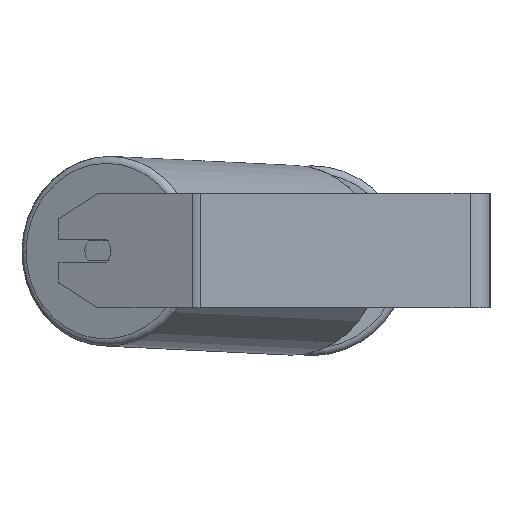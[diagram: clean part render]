
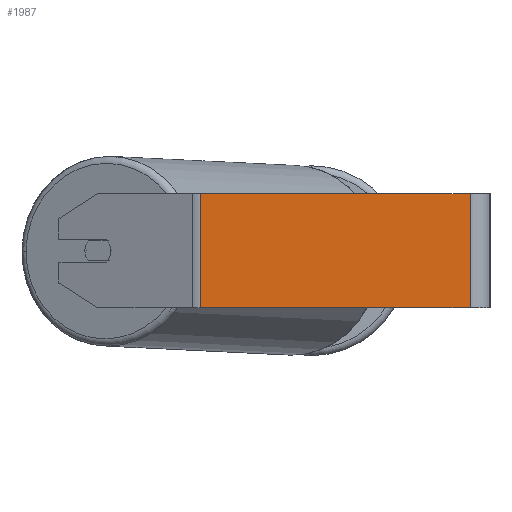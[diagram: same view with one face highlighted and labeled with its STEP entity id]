
A CAD part, left-side view. The second image highlights one B-rep face of the part: STEP entity #1987.
In plain terms, the highlighted planar face has unit normal (-1, 0, 0).
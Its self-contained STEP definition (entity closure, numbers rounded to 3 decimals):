
#61 = VECTOR ( 'NONE', #6024, 1000. ) ;
#256 = EDGE_LOOP ( 'NONE', ( #2399, #2252, #5632, #2845 ) ) ;
#499 = VECTOR ( 'NONE', #3294, 1000. ) ;
#508 = DIRECTION ( 'NONE',  ( 0., -1., 0. ) ) ;
#539 = EDGE_CURVE ( 'NONE', #5294, #3561, #5307, .T. ) ;
#596 = LINE ( 'NONE', #7337, #499 ) ;
#671 = CARTESIAN_POINT ( 'NONE',  ( -525., 14., 40. ) ) ;
#872 = CARTESIAN_POINT ( 'NONE',  ( -525., 205.69, -40. ) ) ;
#1060 = CARTESIAN_POINT ( 'NONE',  ( -525., 205.69, 40. ) ) ;
#1110 = FACE_OUTER_BOUND ( 'NONE', #256, .T. ) ;
#1193 = VECTOR ( 'NONE', #508, 1000. ) ;
#1875 = LINE ( 'NONE', #6570, #1193 ) ;
#1987 = ADVANCED_FACE ( 'NONE', ( #1110 ), #7120, .F. ) ;
#2248 = EDGE_CURVE ( 'NONE', #2523, #3561, #6978, .T. ) ;
#2252 = ORIENTED_EDGE ( 'NONE', *, *, #539, .F. ) ;
#2399 = ORIENTED_EDGE ( 'NONE', *, *, #2248, .T. ) ;
#2523 = VERTEX_POINT ( 'NONE', #5364 ) ;
#2845 = ORIENTED_EDGE ( 'NONE', *, *, #6736, .T. ) ;
#3159 = CARTESIAN_POINT ( 'NONE',  ( -525., 14., -40. ) ) ;
#3294 = DIRECTION ( 'NONE',  ( 0., 0., -1. ) ) ;
#3561 = VERTEX_POINT ( 'NONE', #3159 ) ;
#5294 = VERTEX_POINT ( 'NONE', #6011 ) ;
#5307 = LINE ( 'NONE', #671, #61 ) ;
#5364 = CARTESIAN_POINT ( 'NONE',  ( -525., 202.586, -40. ) ) ;
#5632 = ORIENTED_EDGE ( 'NONE', *, *, #6021, .F. ) ;
#5793 = DIRECTION ( 'NONE',  ( 0., 0., -1. ) ) ;
#6011 = CARTESIAN_POINT ( 'NONE',  ( -525., 14., 40. ) ) ;
#6021 = EDGE_CURVE ( 'NONE', #7548, #5294, #1875, .T. ) ;
#6024 = DIRECTION ( 'NONE',  ( 0., 0., -1. ) ) ;
#6570 = CARTESIAN_POINT ( 'NONE',  ( -525., 205.69, 40. ) ) ;
#6736 = EDGE_CURVE ( 'NONE', #7548, #2523, #596, .T. ) ;
#6978 = LINE ( 'NONE', #872, #7737 ) ;
#7120 = PLANE ( 'NONE',  #8430 ) ;
#7337 = CARTESIAN_POINT ( 'NONE',  ( -525., 202.586, 40. ) ) ;
#7548 = VERTEX_POINT ( 'NONE', #8675 ) ;
#7687 = DIRECTION ( 'NONE',  ( 0., -1., 0. ) ) ;
#7737 = VECTOR ( 'NONE', #7687, 1000. ) ;
#7882 = DIRECTION ( 'NONE',  ( 1., 0., 0. ) ) ;
#8430 = AXIS2_PLACEMENT_3D ( 'NONE', #1060, #7882, #5793 ) ;
#8675 = CARTESIAN_POINT ( 'NONE',  ( -525., 202.586, 40. ) ) ;
